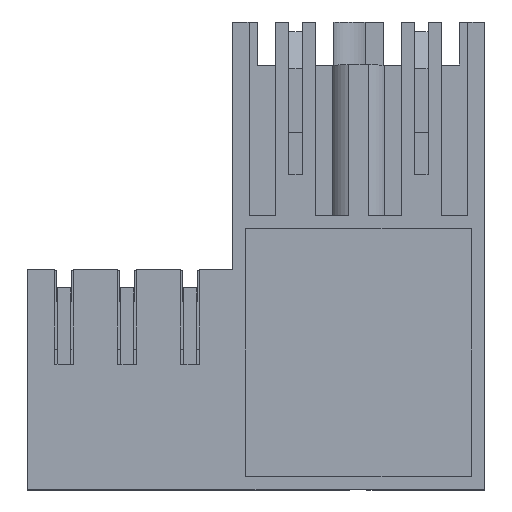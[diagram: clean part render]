
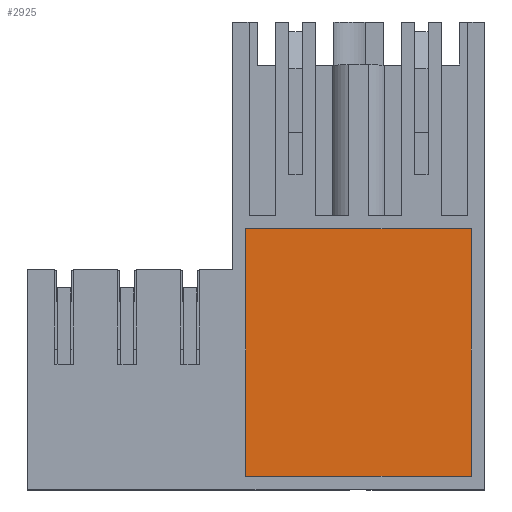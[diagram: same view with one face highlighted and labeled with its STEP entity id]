
A CAD part, top view. The second image highlights one B-rep face of the part: STEP entity #2925.
In plain terms, the highlighted planar face has unit normal (0, 0, 1).
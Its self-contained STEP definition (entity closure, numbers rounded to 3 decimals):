
#1416=AXIS2_PLACEMENT_3D('Plane Axis2P3D',#1413,#1414,#1415) ;
#1413=CARTESIAN_POINT('Axis2P3D Location',(85.83,-28.3,13.3)) ;
#2542=CARTESIAN_POINT('Line Origine',(-7.62,-27.5,13.3)) ;
#2546=CARTESIAN_POINT('Vertex',(-0.8,-27.5,13.3)) ;
#2548=CARTESIAN_POINT('Vertex',(-14.44,-27.5,13.3)) ;
#2573=CARTESIAN_POINT('Line Origine',(-14.44,-20.,13.3)) ;
#2577=CARTESIAN_POINT('Vertex',(-14.44,-12.5,13.3)) ;
#2597=CARTESIAN_POINT('Line Origine',(-7.62,-12.5,13.3)) ;
#2601=CARTESIAN_POINT('Vertex',(-0.8,-12.5,13.3)) ;
#2914=CARTESIAN_POINT('Line Origine',(-0.8,-20.,13.3)) ;
#1414=DIRECTION('Axis2P3D Direction',(0.,0.,1.)) ;
#1415=DIRECTION('Axis2P3D XDirection',(1.,0.,0.)) ;
#2543=DIRECTION('Vector Direction',(-1.,0.,0.)) ;
#2574=DIRECTION('Vector Direction',(0.,1.,0.)) ;
#2598=DIRECTION('Vector Direction',(1.,0.,0.)) ;
#2915=DIRECTION('Vector Direction',(0.,1.,0.)) ;
#2544=VECTOR('Line Direction',#2543,1.) ;
#2575=VECTOR('Line Direction',#2574,1.) ;
#2599=VECTOR('Line Direction',#2598,1.) ;
#2916=VECTOR('Line Direction',#2915,1.) ;
#2920=ORIENTED_EDGE('',*,*,#2603,.F.) ;
#2921=ORIENTED_EDGE('',*,*,#2579,.F.) ;
#2922=ORIENTED_EDGE('',*,*,#2550,.F.) ;
#2923=ORIENTED_EDGE('',*,*,#2918,.T.) ;
#2925=ADVANCED_FACE('HOUSING',(#2924),#1417,.T.) ;
#2550=EDGE_CURVE('',#2547,#2549,#2545,.T.) ;
#2579=EDGE_CURVE('',#2549,#2578,#2576,.T.) ;
#2603=EDGE_CURVE('',#2578,#2602,#2600,.T.) ;
#2918=EDGE_CURVE('',#2547,#2602,#2917,.T.) ;
#2919=EDGE_LOOP('',(#2920,#2921,#2922,#2923)) ;
#2924=FACE_OUTER_BOUND('',#2919,.T.) ;
#2545=LINE('Line',#2542,#2544) ;
#2576=LINE('Line',#2573,#2575) ;
#2600=LINE('Line',#2597,#2599) ;
#2917=LINE('Line',#2914,#2916) ;
#1417=PLANE('',#1416) ;
#2547=VERTEX_POINT('',#2546) ;
#2549=VERTEX_POINT('',#2548) ;
#2578=VERTEX_POINT('',#2577) ;
#2602=VERTEX_POINT('',#2601) ;
